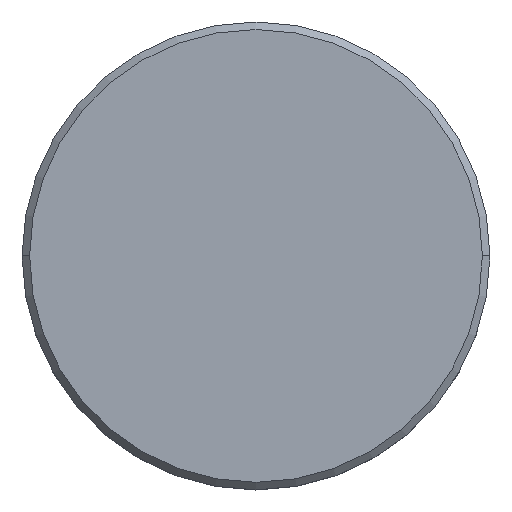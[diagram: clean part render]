
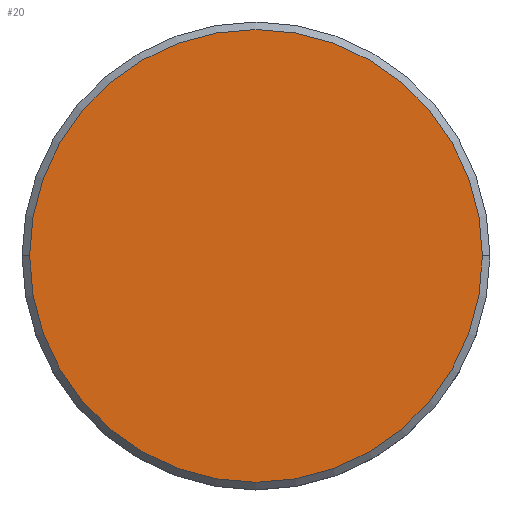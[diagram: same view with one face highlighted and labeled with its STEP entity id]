
A CAD part, top view. The second image highlights one B-rep face of the part: STEP entity #20.
In plain terms, the highlighted planar face has unit normal (0, 0, 1).
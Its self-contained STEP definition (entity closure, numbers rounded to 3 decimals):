
#2 = EDGE_CURVE ( 'NONE', #888, #1005, #447, .T. ) ;
#20 = ADVANCED_FACE ( 'NONE', ( #325 ), #63, .T. ) ;
#39 = CARTESIAN_POINT ( 'NONE',  ( 15., 0., 0. ) ) ;
#63 = PLANE ( 'NONE',  #464 ) ;
#115 = CARTESIAN_POINT ( 'NONE',  ( -15., 0., 0. ) ) ;
#244 = DIRECTION ( 'NONE',  ( 1., 0., 0. ) ) ;
#263 = DIRECTION ( 'NONE',  ( 0., 0., 1. ) ) ;
#325 = FACE_OUTER_BOUND ( 'NONE', #936, .T. ) ;
#348 = ORIENTED_EDGE ( 'NONE', *, *, #2, .T. ) ;
#380 = AXIS2_PLACEMENT_3D ( 'NONE', #971, #512, #1142 ) ;
#447 = CIRCLE ( 'NONE', #793, 15. ) ;
#458 = EDGE_CURVE ( 'NONE', #1005, #888, #909, .T. ) ;
#464 = AXIS2_PLACEMENT_3D ( 'NONE', #979, #263, #244 ) ;
#512 = DIRECTION ( 'NONE',  ( 0., 0., 1. ) ) ;
#793 = AXIS2_PLACEMENT_3D ( 'NONE', #882, #1083, #985 ) ;
#882 = CARTESIAN_POINT ( 'NONE',  ( 0., 0., 0. ) ) ;
#888 = VERTEX_POINT ( 'NONE', #115 ) ;
#909 = CIRCLE ( 'NONE', #380, 15. ) ;
#936 = EDGE_LOOP ( 'NONE', ( #348, #1096 ) ) ;
#971 = CARTESIAN_POINT ( 'NONE',  ( 0., 0., 0. ) ) ;
#979 = CARTESIAN_POINT ( 'NONE',  ( 0., 0., 0. ) ) ;
#985 = DIRECTION ( 'NONE',  ( 1., 0., 0. ) ) ;
#1005 = VERTEX_POINT ( 'NONE', #39 ) ;
#1083 = DIRECTION ( 'NONE',  ( 0., 0., 1. ) ) ;
#1096 = ORIENTED_EDGE ( 'NONE', *, *, #458, .T. ) ;
#1142 = DIRECTION ( 'NONE',  ( 1., 0., 0. ) ) ;
